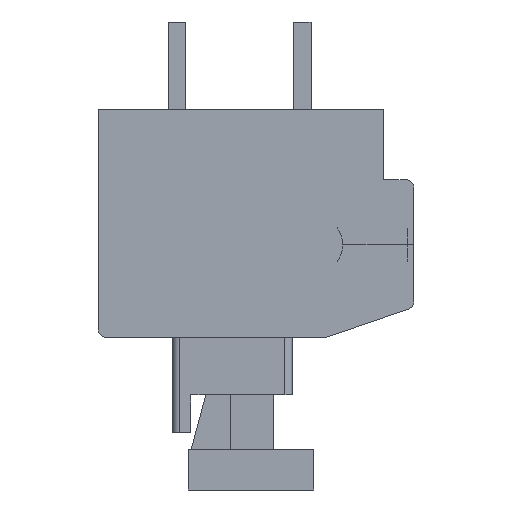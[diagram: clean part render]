
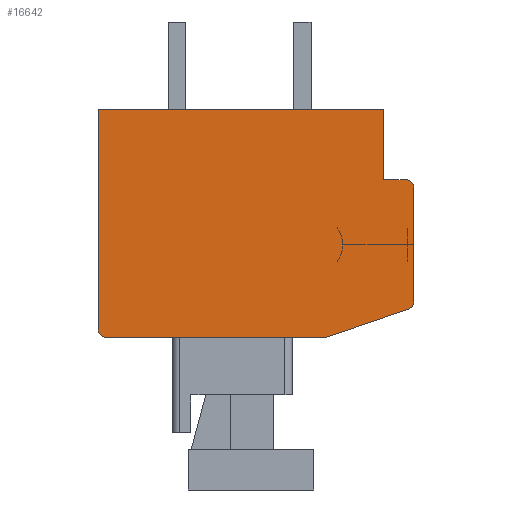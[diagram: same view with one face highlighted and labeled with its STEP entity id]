
A CAD part, front view. The second image highlights one B-rep face of the part: STEP entity #16642.
In plain terms, the highlighted planar face has unit normal (0, -1, 0).
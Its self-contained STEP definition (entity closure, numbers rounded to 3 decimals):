
#1=CARTESIAN_POINT('',(6.,-117.8,-3.136));
#2=DIRECTION('',(0.,-1.,0.));
#3=DIRECTION('',(0.324,0.,-0.946));
#4=AXIS2_PLACEMENT_3D('',#1,#2,#3);
#6=DIRECTION('',(-0.946,0.,-0.324));
#7=VECTOR('',#6,3.486);
#8=CARTESIAN_POINT('',(6.097,-117.8,-3.419));
#9=LINE('',#8,#7);
#10=DIRECTION('',(-1.,0.,0.));
#11=VECTOR('',#10,8.8);
#12=CARTESIAN_POINT('',(2.8,-117.8,-4.55));
#13=LINE('',#12,#11);
#14=CARTESIAN_POINT('',(-6.,-117.8,-4.25));
#15=DIRECTION('',(0.,-1.,0.));
#16=DIRECTION('',(-1.,0.,0.));
#17=AXIS2_PLACEMENT_3D('',#14,#15,#16);
#19=DIRECTION('',(0.,0.,1.));
#20=VECTOR('',#19,8.8);
#21=CARTESIAN_POINT('',(-6.3,-117.8,-4.25));
#22=LINE('',#21,#20);
#23=DIRECTION('',(1.,0.,0.));
#24=VECTOR('',#23,11.4);
#25=CARTESIAN_POINT('',(-6.3,-117.8,4.55));
#26=LINE('',#25,#24);
#27=DIRECTION('',(0.,0.,-1.));
#28=VECTOR('',#27,2.8);
#29=CARTESIAN_POINT('',(5.1,-117.8,4.55));
#30=LINE('',#29,#28);
#31=DIRECTION('',(1.,0.,0.));
#32=VECTOR('',#31,0.9);
#33=CARTESIAN_POINT('',(5.1,-117.8,1.75));
#34=LINE('',#33,#32);
#35=CARTESIAN_POINT('',(6.,-117.8,1.45));
#36=DIRECTION('',(0.,-1.,0.));
#37=DIRECTION('',(1.,0.,0.));
#38=AXIS2_PLACEMENT_3D('',#35,#36,#37);
#40=DIRECTION('',(0.,0.,-1.));
#41=VECTOR('',#40,4.586);
#42=CARTESIAN_POINT('',(6.3,-117.8,1.45));
#43=LINE('',#42,#41);
#12703=CARTESIAN_POINT('',(-6.3,-117.8,4.55));
#12704=CARTESIAN_POINT('',(5.1,-117.8,4.55));
#12705=VERTEX_POINT('',#12703);
#12706=VERTEX_POINT('',#12704);
#12707=CARTESIAN_POINT('',(5.1,-117.8,1.75));
#12708=VERTEX_POINT('',#12707);
#12709=CARTESIAN_POINT('',(6.097,-117.8,-3.419));
#12710=CARTESIAN_POINT('',(6.3,-117.8,-3.136));
#12711=VERTEX_POINT('',#12709);
#12712=VERTEX_POINT('',#12710);
#12713=CARTESIAN_POINT('',(6.3,-117.8,1.45));
#12714=CARTESIAN_POINT('',(6.,-117.8,1.75));
#12715=VERTEX_POINT('',#12713);
#12716=VERTEX_POINT('',#12714);
#12717=CARTESIAN_POINT('',(-6.3,-117.8,-4.25));
#12718=CARTESIAN_POINT('',(-6.,-117.8,-4.55));
#12719=VERTEX_POINT('',#12717);
#12720=VERTEX_POINT('',#12718);
#12721=CARTESIAN_POINT('',(2.8,-117.8,-4.55));
#12722=VERTEX_POINT('',#12721);
#16615=CARTESIAN_POINT('',(0.,-117.8,0.));
#16616=DIRECTION('',(0.,1.,0.));
#16617=DIRECTION('',(1.,0.,0.));
#16618=AXIS2_PLACEMENT_3D('',#16615,#16616,#16617);
#16619=PLANE('',#16618);
#16621=ORIENTED_EDGE('',*,*,#16620,.F.);
#16623=ORIENTED_EDGE('',*,*,#16622,.T.);
#16625=ORIENTED_EDGE('',*,*,#16624,.T.);
#16627=ORIENTED_EDGE('',*,*,#16626,.F.);
#16629=ORIENTED_EDGE('',*,*,#16628,.T.);
#16631=ORIENTED_EDGE('',*,*,#16630,.T.);
#16633=ORIENTED_EDGE('',*,*,#16632,.T.);
#16635=ORIENTED_EDGE('',*,*,#16634,.T.);
#16637=ORIENTED_EDGE('',*,*,#16636,.F.);
#16639=ORIENTED_EDGE('',*,*,#16638,.T.);
#16640=EDGE_LOOP('',(#16621,#16623,#16625,#16627,#16629,#16631,#16633,#16635,
#16637,#16639));
#16641=FACE_OUTER_BOUND('',#16640,.F.);
#16642=ADVANCED_FACE('',(#16641),#16619,.F.);
#5=CIRCLE('',#4,0.3);
#18=CIRCLE('',#17,0.3);
#39=CIRCLE('',#38,0.3);
#16620=EDGE_CURVE('',#12711,#12712,#5,.T.);
#16622=EDGE_CURVE('',#12711,#12722,#9,.T.);
#16624=EDGE_CURVE('',#12722,#12720,#13,.T.);
#16626=EDGE_CURVE('',#12719,#12720,#18,.T.);
#16628=EDGE_CURVE('',#12719,#12705,#22,.T.);
#16630=EDGE_CURVE('',#12705,#12706,#26,.T.);
#16632=EDGE_CURVE('',#12706,#12708,#30,.T.);
#16634=EDGE_CURVE('',#12708,#12716,#34,.T.);
#16636=EDGE_CURVE('',#12715,#12716,#39,.T.);
#16638=EDGE_CURVE('',#12715,#12712,#43,.T.);
